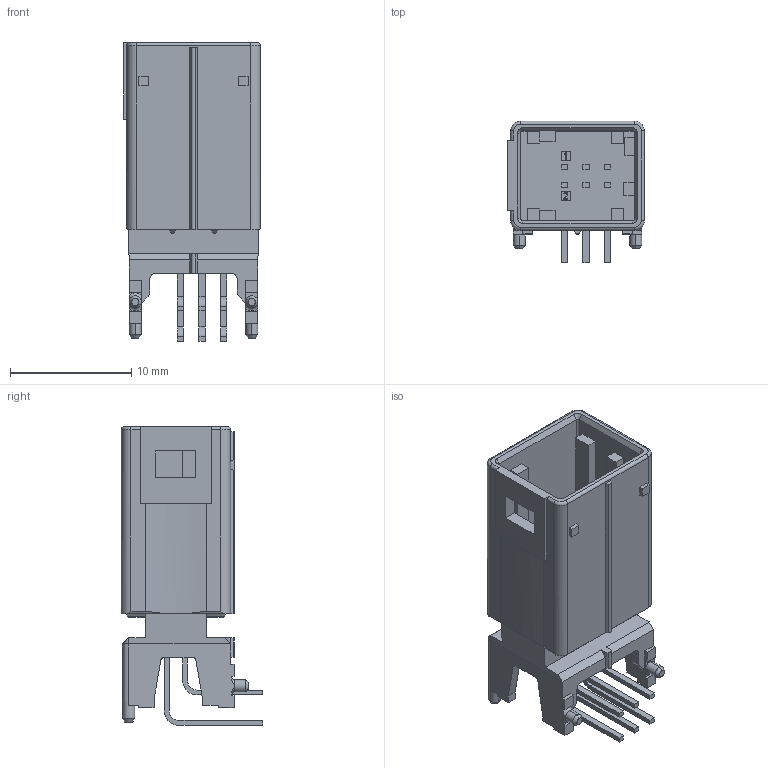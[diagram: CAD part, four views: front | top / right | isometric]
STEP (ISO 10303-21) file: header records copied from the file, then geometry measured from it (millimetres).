
FILE_DESCRIPTION((''),'2;1');
FILE_NAME('C-1-2208636-1','2017-05-09T',('workeradm'),('Tyco Electronics Ltd.'),'CREO PARAMETRIC BY PTC INC, 2016050','CREO PARAMETRIC BY PTC INC, 2016050','');
FILE_SCHEMA(('AUTOMOTIVE_DESIGN { 1 0 10303 214 1 1 1 1 }'));
Length unit declared in the file: millimetre
Products named in the file (1): C-1-2208636-1
Bounding box: 11.25 x 11.65 x 24.6 mm (x, y, z)
Volume: 834 mm3; surface area: 1936.3 mm2
Topology: 1 solids, 1 shells, 370 faces, 992 edges, 644 vertices
Faces by surface type: plane 288, cylinder 63, cone 12, torus 7
Entity records: 11635 total; most frequent: CARTESIAN_POINT 2130, ORIENTED_EDGE 1984, DIRECTION 1849, EDGE_CURVE 992, VECTOR 827, LINE 827, VERTEX_POINT 644, AXIS2_PLACEMENT_3D 511
